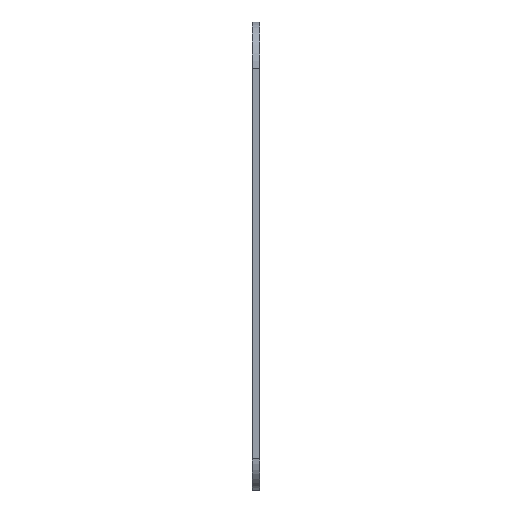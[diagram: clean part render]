
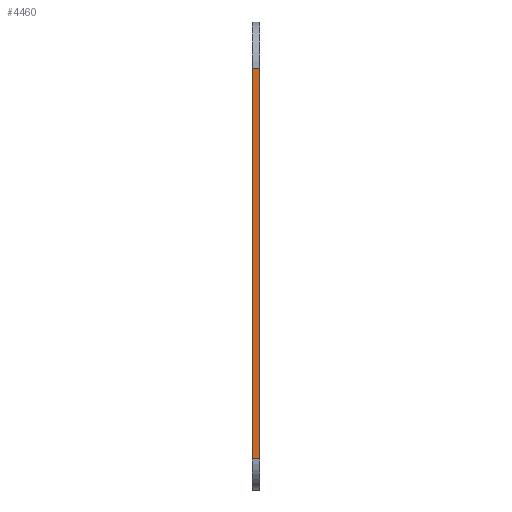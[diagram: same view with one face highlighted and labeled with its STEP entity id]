
A CAD part, left-side view. The second image highlights one B-rep face of the part: STEP entity #4460.
In plain terms, the highlighted planar face has unit normal (-1, 0, 0).
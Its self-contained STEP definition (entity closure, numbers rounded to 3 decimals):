
#183=PLANE('',#4917);
#398=FACE_OUTER_BOUND('',#650,.T.);
#650=EDGE_LOOP('',(#3895,#3896,#3897,#3898));
#700=LINE('',#6281,#1120);
#1102=LINE('',#7516,#1522);
#1103=LINE('',#7519,#1523);
#1104=LINE('',#7520,#1524);
#1120=VECTOR('',#4968,10.);
#1522=VECTOR('',#6212,10.);
#1523=VECTOR('',#6215,10.);
#1524=VECTOR('',#6216,10.);
#1772=VERTEX_POINT('',#6278);
#1773=VERTEX_POINT('',#6280);
#2185=VERTEX_POINT('',#7514);
#2186=VERTEX_POINT('',#7518);
#2209=EDGE_CURVE('',#1773,#1772,#700,.F.);
#2827=EDGE_CURVE('',#1772,#2185,#1102,.T.);
#2828=EDGE_CURVE('',#2186,#2185,#1103,.F.);
#2829=EDGE_CURVE('',#1773,#2186,#1104,.T.);
#3895=ORIENTED_EDGE('',*,*,#2209,.T.);
#3896=ORIENTED_EDGE('',*,*,#2827,.T.);
#3897=ORIENTED_EDGE('',*,*,#2828,.F.);
#3898=ORIENTED_EDGE('',*,*,#2829,.F.);
#4460=ADVANCED_FACE('',(#398),#183,.T.);
#4917=AXIS2_PLACEMENT_3D('',#7517,#6213,#6214);
#4968=DIRECTION('',(0.,0.,1.));
#6212=DIRECTION('',(0.,-1.,0.));
#6213=DIRECTION('center_axis',(-1.,0.,0.));
#6214=DIRECTION('ref_axis',(0.,0.,-1.));
#6215=DIRECTION('',(0.,0.,1.));
#6216=DIRECTION('',(0.,-1.,0.));
#6278=CARTESIAN_POINT('',(-61.4,0.,-190.5));
#6280=CARTESIAN_POINT('',(-61.4,0.,-116.5));
#6281=CARTESIAN_POINT('',(-61.4,0.,-134.25));
#7514=CARTESIAN_POINT('',(-61.4,-1.5,-190.5));
#7516=CARTESIAN_POINT('',(-61.4,0.,-190.5));
#7517=CARTESIAN_POINT('Origin',(-61.4,0.,-116.5));
#7518=CARTESIAN_POINT('',(-61.4,-1.5,-116.5));
#7519=CARTESIAN_POINT('',(-61.4,-1.5,-134.25));
#7520=CARTESIAN_POINT('',(-61.4,0.,-116.5));
